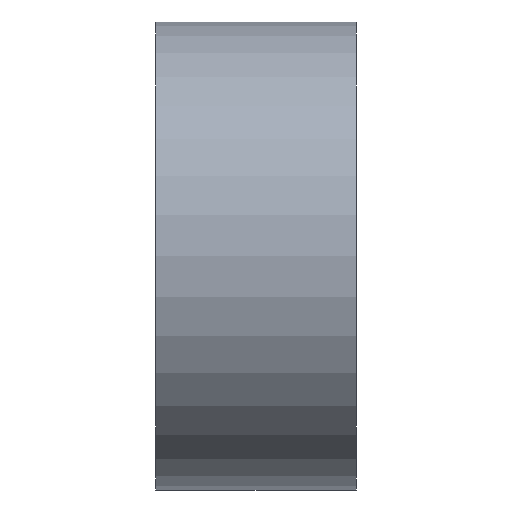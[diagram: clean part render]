
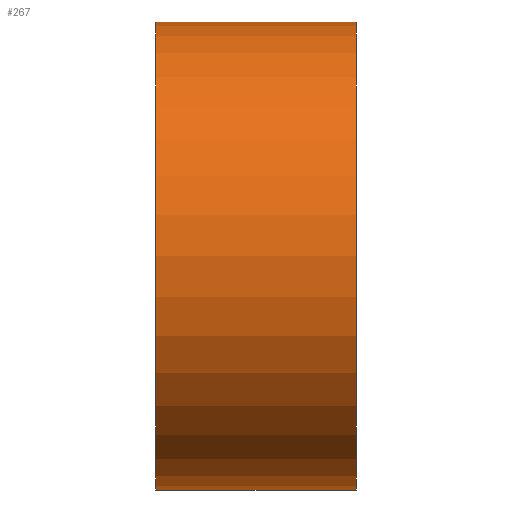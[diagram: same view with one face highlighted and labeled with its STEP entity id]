
A CAD part, front view. The second image highlights one B-rep face of the part: STEP entity #267.
In plain terms, the highlighted cylindrical face has radius 266.7 mm (diameter 533.4 mm), a full revolution.
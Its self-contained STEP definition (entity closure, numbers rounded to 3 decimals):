
#49=FACE_OUTER_BOUND('',#78,.T.);
#78=EDGE_LOOP('',(#238,#239,#240,#241));
#91=LINE('',#479,#100);
#100=VECTOR('',#405,266.7);
#123=CIRCLE('',#319,266.7);
#124=CIRCLE('',#320,266.7);
#145=VERTEX_POINT('',#476);
#146=VERTEX_POINT('',#478);
#177=EDGE_CURVE('',#145,#145,#123,.T.);
#178=EDGE_CURVE('',#145,#146,#91,.T.);
#179=EDGE_CURVE('',#146,#146,#124,.T.);
#238=ORIENTED_EDGE('',*,*,#177,.F.);
#239=ORIENTED_EDGE('',*,*,#178,.T.);
#240=ORIENTED_EDGE('',*,*,#179,.F.);
#241=ORIENTED_EDGE('',*,*,#178,.F.);
#254=CYLINDRICAL_SURFACE('',#318,266.7);
#267=ADVANCED_FACE('',(#49),#254,.T.);
#318=AXIS2_PLACEMENT_3D('',#475,#401,#402);
#319=AXIS2_PLACEMENT_3D('',#477,#403,#404);
#320=AXIS2_PLACEMENT_3D('',#480,#406,#407);
#401=DIRECTION('center_axis',(-1.,0.,0.));
#402=DIRECTION('ref_axis',(0.,1.,0.));
#403=DIRECTION('center_axis',(-1.,0.,0.));
#404=DIRECTION('ref_axis',(0.,1.,0.));
#405=DIRECTION('',(1.,0.,0.));
#406=DIRECTION('center_axis',(1.,0.,0.));
#407=DIRECTION('ref_axis',(0.,1.,0.));
#475=CARTESIAN_POINT('Origin',(0.,-740.,266.7));
#476=CARTESIAN_POINT('',(-228.6,-1006.7,266.7));
#477=CARTESIAN_POINT('Origin',(-228.6,-740.,266.7));
#478=CARTESIAN_POINT('',(0.,-1006.7,266.7));
#479=CARTESIAN_POINT('',(0.,-1006.7,266.7));
#480=CARTESIAN_POINT('Origin',(0.,-740.,266.7));
